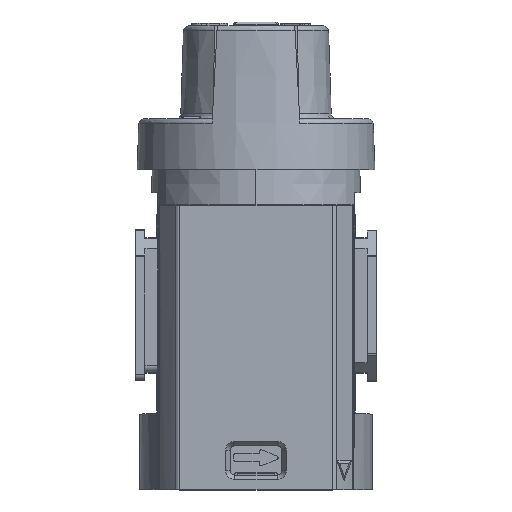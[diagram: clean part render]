
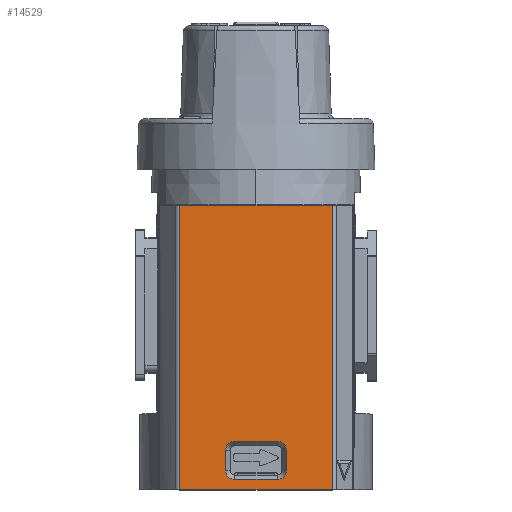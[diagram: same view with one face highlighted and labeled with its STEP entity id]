
A CAD part, top view. The second image highlights one B-rep face of the part: STEP entity #14529.
In plain terms, the highlighted planar face has unit normal (0, 0, 1).
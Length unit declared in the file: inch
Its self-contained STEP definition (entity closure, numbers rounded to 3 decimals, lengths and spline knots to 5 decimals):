
#74 = ORIENTED_EDGE ( 'NONE', *, *, #12201, .F. ) ;
#185 = CARTESIAN_POINT ( 'NONE',  ( 0.1626, 0.07653, 1.02362 ) ) ;
#224 = EDGE_CURVE ( 'NONE', #20693, #15220, #14488, .T. ) ;
#771 = EDGE_CURVE ( 'NONE', #28555, #19447, #20025, .T. ) ;
#811 = VERTEX_POINT ( 'NONE', #20166 ) ;
#963 = DIRECTION ( 'NONE',  ( 0., -1., 0. ) ) ;
#1847 = EDGE_CURVE ( 'NONE', #16571, #12610, #2471, .T. ) ;
#1883 = CARTESIAN_POINT ( 'NONE',  ( -0.57972, 0., 1.02362 ) ) ;
#2316 = FACE_OUTER_BOUND ( 'NONE', #5634, .T. ) ;
#2471 = LINE ( 'NONE', #11474, #28089 ) ;
#3196 = ORIENTED_EDGE ( 'NONE', *, *, #22885, .F. ) ;
#3350 = CIRCLE ( 'NONE', #18435, 0.06835 ) ;
#3563 = ORIENTED_EDGE ( 'NONE', *, *, #1847, .F. ) ;
#3773 = CARTESIAN_POINT ( 'NONE',  ( 0.23095, 2.18406, 1.02362 ) ) ;
#4415 = CIRCLE ( 'NONE', #15730, 0.06835 ) ;
#4614 = CARTESIAN_POINT ( 'NONE',  ( -0.1626, 0.29843, 1.02362 ) ) ;
#4633 = CARTESIAN_POINT ( 'NONE',  ( -0.57972, 2.16352, 1.02362 ) ) ;
#4924 = CARTESIAN_POINT ( 'NONE',  ( 0., 2.16719, 1.02362 ) ) ;
#5634 = EDGE_LOOP ( 'NONE', ( #18140, #17629, #20484, #20452 ) ) ;
#5893 = CARTESIAN_POINT ( 'NONE',  ( 0.1626, 0.36677, 1.02362 ) ) ;
#6453 = VERTEX_POINT ( 'NONE', #20918 ) ;
#6484 = EDGE_CURVE ( 'NONE', #16002, #22250, #11718, .T. ) ;
#6616 = EDGE_CURVE ( 'NONE', #27749, #28555, #19292, .T. ) ;
#6890 = DIRECTION ( 'NONE',  ( 0., 0., -1. ) ) ;
#7303 = EDGE_LOOP ( 'NONE', ( #16807, #3196, #27546, #9032, #11924, #23879, #74, #3563 ) ) ;
#7810 = EDGE_CURVE ( 'NONE', #15220, #18726, #3350, .T. ) ;
#8804 = CARTESIAN_POINT ( 'NONE',  ( -0.57972, 0., 1.02362 ) ) ;
#9032 = ORIENTED_EDGE ( 'NONE', *, *, #12160, .F. ) ;
#9455 = VECTOR ( 'NONE', #28452, 39.37008 ) ;
#10624 = B_SPLINE_CURVE_WITH_KNOTS ( 'NONE', 3,
 ( #4633, #16158, #4924, #13924, #25002 ),
 .UNSPECIFIED., .F., .F.,
 ( 4, 1, 4 ),
 ( 0., 0.01472, 0.02945 ),
 .UNSPECIFIED. ) ;
#11474 = CARTESIAN_POINT ( 'NONE',  ( -0.23095, 2.18406, 1.02362 ) ) ;
#11718 = CIRCLE ( 'NONE', #20203, 0.06835 ) ;
#11924 = ORIENTED_EDGE ( 'NONE', *, *, #7810, .F. ) ;
#12160 = EDGE_CURVE ( 'NONE', #18726, #16002, #28576, .T. ) ;
#12201 = EDGE_CURVE ( 'NONE', #12610, #20693, #4415, .T. ) ;
#12432 = DIRECTION ( 'NONE',  ( 1., 0., 0. ) ) ;
#12610 = VERTEX_POINT ( 'NONE', #26899 ) ;
#12786 = DIRECTION ( 'NONE',  ( 0., 1., 0. ) ) ;
#13609 = DIRECTION ( 'NONE',  ( 0., 0., 1. ) ) ;
#13683 = DIRECTION ( 'NONE',  ( -1., 0., 0. ) ) ;
#13924 = CARTESIAN_POINT ( 'NONE',  ( 0.38648, 2.16518, 1.02362 ) ) ;
#14488 = LINE ( 'NONE', #21727, #18119 ) ;
#14529 = ADVANCED_FACE ( 'NONE', ( #2316, #18136 ), #27124, .F. ) ;
#14875 = LINE ( 'NONE', #21223, #9455 ) ;
#15099 = CIRCLE ( 'NONE', #15507, 0.06835 ) ;
#15148 = CARTESIAN_POINT ( 'NONE',  ( -0.1626, 0.14488, 1.02362 ) ) ;
#15220 = VERTEX_POINT ( 'NONE', #185 ) ;
#15507 = AXIS2_PLACEMENT_3D ( 'NONE', #4614, #13609, #16139 ) ;
#15640 = EDGE_CURVE ( 'NONE', #19447, #811, #14875, .T. ) ;
#15730 = AXIS2_PLACEMENT_3D ( 'NONE', #15148, #24155, #19441 ) ;
#16002 = VERTEX_POINT ( 'NONE', #20562 ) ;
#16139 = DIRECTION ( 'NONE',  ( 1., 0., 0. ) ) ;
#16158 = CARTESIAN_POINT ( 'NONE',  ( -0.38648, 2.16518, 1.02362 ) ) ;
#16196 = VECTOR ( 'NONE', #12786, 39.37008 ) ;
#16222 = DIRECTION ( 'NONE',  ( 0., -1., 0. ) ) ;
#16407 = CARTESIAN_POINT ( 'NONE',  ( 0.23095, 0.14488, 1.02362 ) ) ;
#16456 = CARTESIAN_POINT ( 'NONE',  ( 0.1626, 0.14488, 1.02362 ) ) ;
#16465 = LINE ( 'NONE', #25464, #21524 ) ;
#16571 = VERTEX_POINT ( 'NONE', #21809 ) ;
#16807 = ORIENTED_EDGE ( 'NONE', *, *, #20330, .F. ) ;
#17393 = VECTOR ( 'NONE', #963, 39.37008 ) ;
#17629 = ORIENTED_EDGE ( 'NONE', *, *, #771, .F. ) ;
#18119 = VECTOR ( 'NONE', #12432, 39.37008 ) ;
#18136 = FACE_BOUND ( 'NONE', #7303, .T. ) ;
#18140 = ORIENTED_EDGE ( 'NONE', *, *, #15640, .F. ) ;
#18435 = AXIS2_PLACEMENT_3D ( 'NONE', #16456, #22642, #23082 ) ;
#18726 = VERTEX_POINT ( 'NONE', #16407 ) ;
#19292 = LINE ( 'NONE', #28132, #17393 ) ;
#19441 = DIRECTION ( 'NONE',  ( 1., 0., 0. ) ) ;
#19447 = VERTEX_POINT ( 'NONE', #1883 ) ;
#20025 = LINE ( 'NONE', #8804, #25196 ) ;
#20166 = CARTESIAN_POINT ( 'NONE',  ( -0.57972, 2.16352, 1.02362 ) ) ;
#20203 = AXIS2_PLACEMENT_3D ( 'NONE', #27390, #20468, #27243 ) ;
#20330 = EDGE_CURVE ( 'NONE', #6453, #16571, #15099, .T. ) ;
#20452 = ORIENTED_EDGE ( 'NONE', *, *, #26351, .F. ) ;
#20468 = DIRECTION ( 'NONE',  ( 0., 0., 1. ) ) ;
#20484 = ORIENTED_EDGE ( 'NONE', *, *, #6616, .F. ) ;
#20562 = CARTESIAN_POINT ( 'NONE',  ( 0.23095, 0.29843, 1.02362 ) ) ;
#20693 = VERTEX_POINT ( 'NONE', #26873 ) ;
#20918 = CARTESIAN_POINT ( 'NONE',  ( -0.1626, 0.36677, 1.02362 ) ) ;
#21223 = CARTESIAN_POINT ( 'NONE',  ( -0.57972, 2.18406, 1.02362 ) ) ;
#21524 = VECTOR ( 'NONE', #23252, 39.37008 ) ;
#21727 = CARTESIAN_POINT ( 'NONE',  ( -0.57972, 0.07653, 1.02362 ) ) ;
#21809 = CARTESIAN_POINT ( 'NONE',  ( -0.23095, 0.29843, 1.02362 ) ) ;
#22250 = VERTEX_POINT ( 'NONE', #5893 ) ;
#22642 = DIRECTION ( 'NONE',  ( 0., 0., 1. ) ) ;
#22685 = CARTESIAN_POINT ( 'NONE',  ( 0.57972, 0., 1.02362 ) ) ;
#22885 = EDGE_CURVE ( 'NONE', #22250, #6453, #16465, .T. ) ;
#23082 = DIRECTION ( 'NONE',  ( 1., 0., 0. ) ) ;
#23140 = CARTESIAN_POINT ( 'NONE',  ( -0.57972, 2.18406, 1.02362 ) ) ;
#23252 = DIRECTION ( 'NONE',  ( -1., 0., 0. ) ) ;
#23879 = ORIENTED_EDGE ( 'NONE', *, *, #224, .F. ) ;
#24155 = DIRECTION ( 'NONE',  ( 0., 0., 1. ) ) ;
#24303 = CARTESIAN_POINT ( 'NONE',  ( 0.57972, 2.16352, 1.02362 ) ) ;
#25002 = CARTESIAN_POINT ( 'NONE',  ( 0.57972, 2.16352, 1.02362 ) ) ;
#25196 = VECTOR ( 'NONE', #26802, 39.37008 ) ;
#25464 = CARTESIAN_POINT ( 'NONE',  ( -0.57972, 0.36677, 1.02362 ) ) ;
#26087 = AXIS2_PLACEMENT_3D ( 'NONE', #23140, #6890, #13683 ) ;
#26351 = EDGE_CURVE ( 'NONE', #811, #27749, #10624, .T. ) ;
#26802 = DIRECTION ( 'NONE',  ( -1., 0., 0. ) ) ;
#26873 = CARTESIAN_POINT ( 'NONE',  ( -0.1626, 0.07653, 1.02362 ) ) ;
#26899 = CARTESIAN_POINT ( 'NONE',  ( -0.23095, 0.14488, 1.02362 ) ) ;
#27124 = PLANE ( 'NONE',  #26087 ) ;
#27243 = DIRECTION ( 'NONE',  ( 1., 0., 0. ) ) ;
#27390 = CARTESIAN_POINT ( 'NONE',  ( 0.1626, 0.29843, 1.02362 ) ) ;
#27546 = ORIENTED_EDGE ( 'NONE', *, *, #6484, .F. ) ;
#27749 = VERTEX_POINT ( 'NONE', #24303 ) ;
#28089 = VECTOR ( 'NONE', #16222, 39.37008 ) ;
#28132 = CARTESIAN_POINT ( 'NONE',  ( 0.57972, 2.18406, 1.02362 ) ) ;
#28452 = DIRECTION ( 'NONE',  ( 0., 1., 0. ) ) ;
#28555 = VERTEX_POINT ( 'NONE', #22685 ) ;
#28576 = LINE ( 'NONE', #3773, #16196 ) ;
